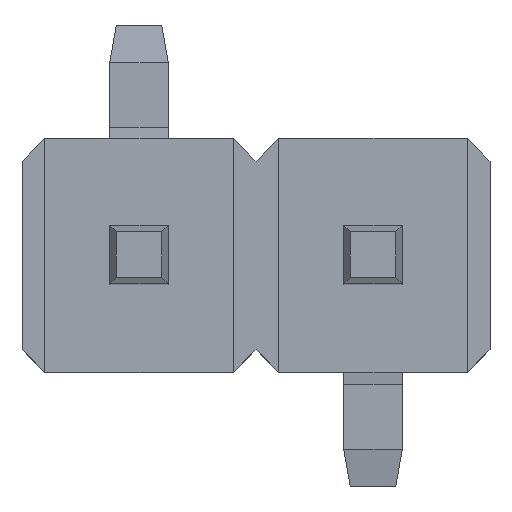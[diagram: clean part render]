
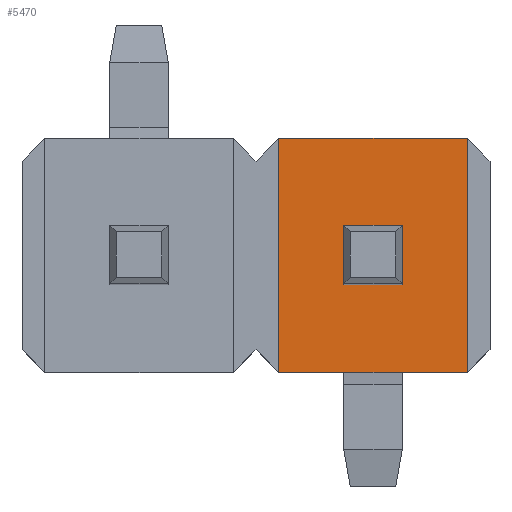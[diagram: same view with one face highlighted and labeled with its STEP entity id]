
A CAD part, top view. The second image highlights one B-rep face of the part: STEP entity #5470.
In plain terms, the highlighted planar face has unit normal (0, 0, 1).
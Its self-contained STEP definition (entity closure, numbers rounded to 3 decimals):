
#428=ORIENTED_EDGE('',*,*,#1558,.F.);
#429=ORIENTED_EDGE('',*,*,#1559,.T.);
#430=ORIENTED_EDGE('',*,*,#1560,.F.);
#431=ORIENTED_EDGE('',*,*,#1561,.F.);
#432=ORIENTED_EDGE('',*,*,#1562,.T.);
#433=ORIENTED_EDGE('',*,*,#1563,.T.);
#434=ORIENTED_EDGE('',*,*,#1564,.T.);
#435=ORIENTED_EDGE('',*,*,#1565,.F.);
#1558=EDGE_CURVE('',#2119,#2120,#2501,.T.);
#1559=EDGE_CURVE('',#2119,#2121,#2502,.T.);
#1560=EDGE_CURVE('',#2122,#2121,#2503,.T.);
#1561=EDGE_CURVE('',#2120,#2122,#2504,.T.);
#1562=EDGE_CURVE('',#2123,#2124,#2505,.T.);
#1563=EDGE_CURVE('',#2124,#2125,#2506,.T.);
#1564=EDGE_CURVE('',#2125,#2126,#2507,.T.);
#1565=EDGE_CURVE('',#2123,#2126,#2508,.T.);
#2119=VERTEX_POINT('',#6727);
#2120=VERTEX_POINT('',#6728);
#2121=VERTEX_POINT('',#6730);
#2122=VERTEX_POINT('',#6732);
#2123=VERTEX_POINT('',#6735);
#2124=VERTEX_POINT('',#6736);
#2125=VERTEX_POINT('',#6738);
#2126=VERTEX_POINT('',#6740);
#2501=LINE('',#6726,#2780);
#2502=LINE('',#6729,#2781);
#2503=LINE('',#6731,#2782);
#2504=LINE('',#6733,#2783);
#2505=LINE('',#6734,#2784);
#2506=LINE('',#6737,#2785);
#2507=LINE('',#6739,#2786);
#2508=LINE('',#6741,#2787);
#2780=VECTOR('',#6003,1000.);
#2781=VECTOR('',#6004,1000.);
#2782=VECTOR('',#6005,1000.);
#2783=VECTOR('',#6006,1000.);
#2784=VECTOR('',#6007,1000.);
#2785=VECTOR('',#6008,1000.);
#2786=VECTOR('',#6009,1000.);
#2787=VECTOR('',#6010,1000.);
#3027=EDGE_LOOP('',(#428,#429,#430,#431));
#3028=EDGE_LOOP('',(#432,#433,#434,#435));
#3292=FACE_BOUND('',#3027,.T.);
#3293=FACE_BOUND('',#3028,.T.);
#3555=PLANE('',#5740);
#5470=ADVANCED_FACE('',(#3292,#3293),#3555,.T.);
#5740=AXIS2_PLACEMENT_3D('',#6725,#6001,#6002);
#6001=DIRECTION('',(0.,0.,1.));
#6002=DIRECTION('',(1.,0.,0.));
#6003=DIRECTION('',(-1.,0.,0.));
#6004=DIRECTION('',(0.,-1.,0.));
#6005=DIRECTION('',(1.,0.,0.));
#6006=DIRECTION('',(0.,-1.,0.));
#6007=DIRECTION('',(-1.,0.,0.));
#6008=DIRECTION('',(0.,-1.,0.));
#6009=DIRECTION('',(1.,0.,0.));
#6010=DIRECTION('',(0.,-1.,0.));
#6725=CARTESIAN_POINT('',(0.,0.,4.318));
#6726=CARTESIAN_POINT('',(0.318,2.819,4.318));
#6727=CARTESIAN_POINT('',(0.318,2.819,4.318));
#6728=CARTESIAN_POINT('',(-0.318,2.819,4.318));
#6729=CARTESIAN_POINT('',(0.318,0.,4.318));
#6730=CARTESIAN_POINT('',(0.318,2.184,4.318));
#6731=CARTESIAN_POINT('',(0.318,2.184,4.318));
#6732=CARTESIAN_POINT('',(-0.318,2.184,4.318));
#6733=CARTESIAN_POINT('',(-0.318,0.,4.318));
#6734=CARTESIAN_POINT('',(1.27,3.772,4.318));
#6735=CARTESIAN_POINT('',(1.021,3.772,4.318));
#6736=CARTESIAN_POINT('',(-1.021,3.772,4.318));
#6737=CARTESIAN_POINT('',(-1.021,3.772,4.318));
#6738=CARTESIAN_POINT('',(-1.021,1.232,4.318));
#6739=CARTESIAN_POINT('',(-1.27,1.232,4.318));
#6740=CARTESIAN_POINT('',(1.021,1.232,4.318));
#6741=CARTESIAN_POINT('',(1.021,3.772,4.318));
